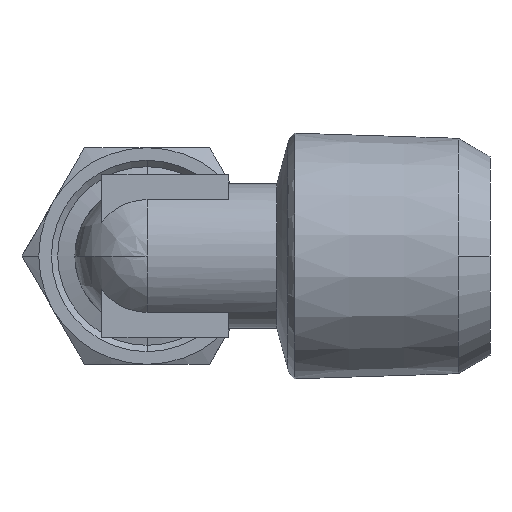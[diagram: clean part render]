
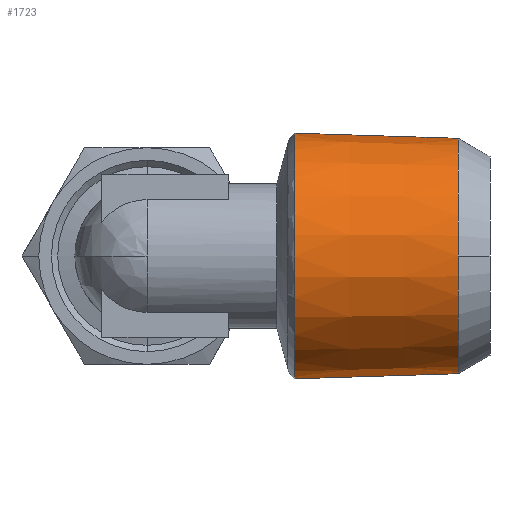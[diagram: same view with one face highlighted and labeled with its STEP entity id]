
A CAD part, left-side view. The second image highlights one B-rep face of the part: STEP entity #1723.
In plain terms, the highlighted conical face has half-angle 1.79 degrees and reference radius 6.803 mm.
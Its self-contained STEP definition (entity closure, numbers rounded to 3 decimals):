
#54 = LINE ( 'NONE', #937, #606 ) ;
#68 = CARTESIAN_POINT ( 'NONE',  ( 0., 2.767, -6.52 ) ) ;
#82 = AXIS2_PLACEMENT_3D ( 'NONE', #1284, #502, #638 ) ;
#133 = VERTEX_POINT ( 'NONE', #68 ) ;
#140 = EDGE_CURVE ( 'NONE', #1403, #889, #566, .T. ) ;
#155 = CONICAL_SURFACE ( 'NONE', #82, 6.803, 0.031 ) ;
#162 = DIRECTION ( 'NONE',  ( 0., 1., 0. ) ) ;
#183 = CIRCLE ( 'NONE', #1217, 6.803 ) ;
#259 = CARTESIAN_POINT ( 'NONE',  ( -6.52, 2.767, 0. ) ) ;
#294 = CARTESIAN_POINT ( 'NONE',  ( 0., 2.767, 0. ) ) ;
#322 = VERTEX_POINT ( 'NONE', #1826 ) ;
#470 = FACE_OUTER_BOUND ( 'NONE', #690, .T. ) ;
#502 = DIRECTION ( 'NONE',  ( 0., 1., 0. ) ) ;
#536 = AXIS2_PLACEMENT_3D ( 'NONE', #1789, #1328, #833 ) ;
#566 = CIRCLE ( 'NONE', #536, 6.52 ) ;
#604 = CARTESIAN_POINT ( 'NONE',  ( 0., 11.828, 0. ) ) ;
#606 = VECTOR ( 'NONE', #1585, 1000. ) ;
#638 = DIRECTION ( 'NONE',  ( 0., 0., 1. ) ) ;
#690 = EDGE_LOOP ( 'NONE', ( #716, #1205, #1943, #906, #1338 ) ) ;
#716 = ORIENTED_EDGE ( 'NONE', *, *, #1568, .F. ) ;
#778 = DIRECTION ( 'NONE',  ( -1., 0., 0. ) ) ;
#833 = DIRECTION ( 'NONE',  ( -1., 0., 0. ) ) ;
#889 = VERTEX_POINT ( 'NONE', #1729 ) ;
#906 = ORIENTED_EDGE ( 'NONE', *, *, #1377, .T. ) ;
#928 = DIRECTION ( 'NONE',  ( 0., -1., 0. ) ) ;
#937 = CARTESIAN_POINT ( 'NONE',  ( 0., 11.828, 6.803 ) ) ;
#1093 = CARTESIAN_POINT ( 'NONE',  ( 0., 11.828, -6.803 ) ) ;
#1203 = EDGE_CURVE ( 'NONE', #322, #1874, #183, .T. ) ;
#1205 = ORIENTED_EDGE ( 'NONE', *, *, #1216, .T. ) ;
#1216 = EDGE_CURVE ( 'NONE', #133, #1403, #1427, .T. ) ;
#1217 = AXIS2_PLACEMENT_3D ( 'NONE', #604, #928, #1236 ) ;
#1236 = DIRECTION ( 'NONE',  ( -1., 0., 0. ) ) ;
#1247 = DIRECTION ( 'NONE',  ( 0., 1., -0.031 ) ) ;
#1284 = CARTESIAN_POINT ( 'NONE',  ( 0., 11.828, 0. ) ) ;
#1321 = AXIS2_PLACEMENT_3D ( 'NONE', #294, #162, #778 ) ;
#1328 = DIRECTION ( 'NONE',  ( 0., 1., 0. ) ) ;
#1338 = ORIENTED_EDGE ( 'NONE', *, *, #1203, .T. ) ;
#1377 = EDGE_CURVE ( 'NONE', #889, #322, #54, .T. ) ;
#1403 = VERTEX_POINT ( 'NONE', #259 ) ;
#1408 = CARTESIAN_POINT ( 'NONE',  ( 0., 11.828, -6.803 ) ) ;
#1427 = CIRCLE ( 'NONE', #1321, 6.52 ) ;
#1451 = LINE ( 'NONE', #1408, #1873 ) ;
#1568 = EDGE_CURVE ( 'NONE', #133, #1874, #1451, .T. ) ;
#1585 = DIRECTION ( 'NONE',  ( 0., 1., 0.031 ) ) ;
#1723 = ADVANCED_FACE ( 'NONE', ( #470 ), #155, .T. ) ;
#1729 = CARTESIAN_POINT ( 'NONE',  ( 0., 2.767, 6.52 ) ) ;
#1789 = CARTESIAN_POINT ( 'NONE',  ( 0., 2.767, 0. ) ) ;
#1826 = CARTESIAN_POINT ( 'NONE',  ( 0., 11.828, 6.803 ) ) ;
#1873 = VECTOR ( 'NONE', #1247, 1000. ) ;
#1874 = VERTEX_POINT ( 'NONE', #1093 ) ;
#1943 = ORIENTED_EDGE ( 'NONE', *, *, #140, .T. ) ;
